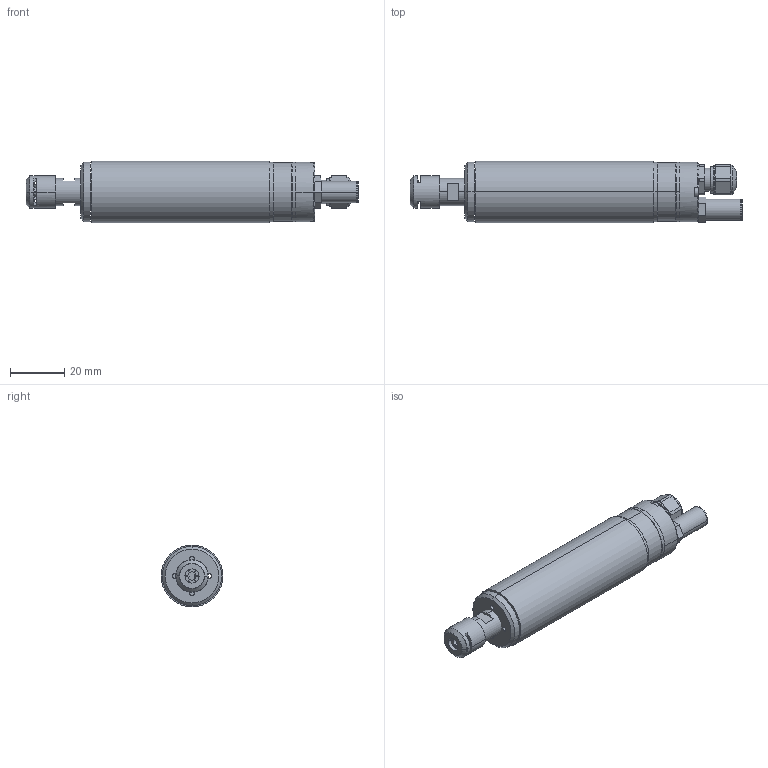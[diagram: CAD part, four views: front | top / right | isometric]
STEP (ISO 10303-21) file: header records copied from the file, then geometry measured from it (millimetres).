
FILE_DESCRIPTION (( 'STEP AP203' ), '1' );
FILE_NAME ('022S100-03-.STEP', '2012-04-24T12:26:00', ( 'FM10CAD1' ), ( 'IBAG Switzerland AG' ), 'SwSTEP 2.0', 'SolidWorks 2010', '' );
FILE_SCHEMA (( 'CONFIG_CONTROL_DESIGN' ));
Length unit declared in the file: millimetre
Products named in the file (1): 022S100-03-
Bounding box: 122.48 x 22.8 x 22.8 mm (x, y, z)
Surface area: 11246.1 mm2 (no closed solid volume)
Topology: 0 solids, 15 shells, 214 faces, 689 edges, 477 vertices
Faces by surface type: plane 96, cylinder 73, cone 31, torus 14
Entity records: 7776 total; most frequent: CARTESIAN_POINT 1523, DIRECTION 1397, ORIENTED_EDGE 1118, EDGE_CURVE 685, AXIS2_PLACEMENT_3D 531, VERTEX_POINT 477, LINE 335, VECTOR 335
